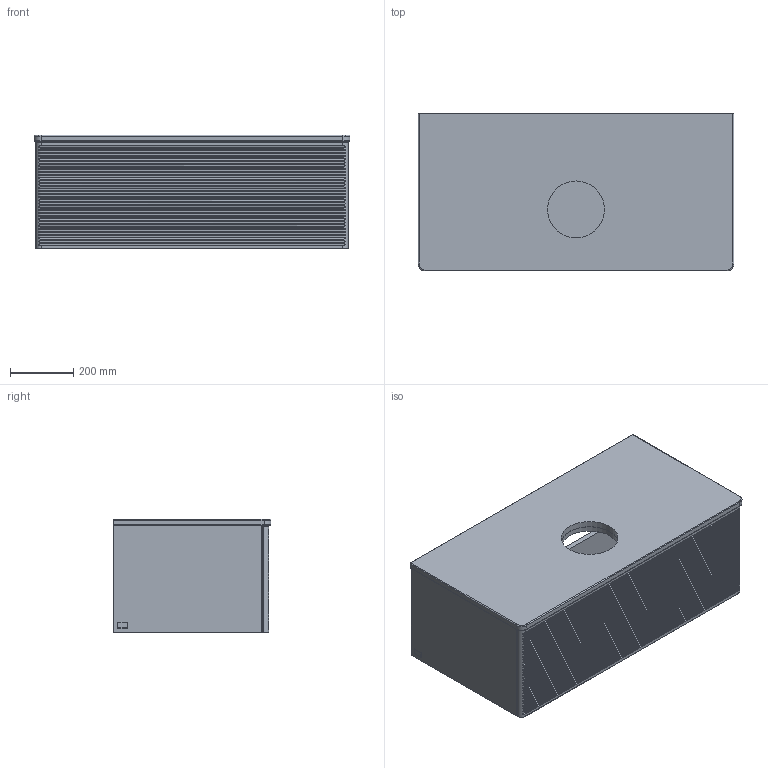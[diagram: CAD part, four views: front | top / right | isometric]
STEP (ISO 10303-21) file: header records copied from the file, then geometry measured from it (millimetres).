
FILE_DESCRIPTION((' '),'2;1');
FILE_NAME('K311_L311.stp','2023-04-05T07:38:20',(' '),(' '),' ','ACIS',' ');
FILE_SCHEMA(('CONFIG_CONTROL_DESIGN'));
Length unit declared in the file: millimetre
Products named in the file (11): K311_L311.stp; Körper1; Körper2; Körper3; Körper4; Körper5; Körper6; Körper7; Körper8; Körper9; Körper10
Assembly tree (10 placements, depth 2):
  K311_L311.stp
    Körper1
    Körper2
    Körper3
    Körper4
    Körper5
    Körper6
    Körper7
    Körper8
    Körper9
    Körper10
Bounding box: 1000 x 500 x 360 mm (x, y, z)
Volume: 41095445.8 mm3; surface area: 5254973.3 mm2
Topology: 10 solids, 10 shells, 255 faces, 665 edges, 426 vertices
Faces by surface type: plane 186, cylinder 53, cone 8, torus 4, sphere 4
Full cylindrical faces by diameter (mm): 35 x1, 180 x2
Entity records: 11464 total; most frequent: CARTESIAN_POINT 3664, DIRECTION 1328, ORIENTED_EDGE 1316, EDGE_CURVE 658, AXIS2_PLACEMENT_3D 458, VERTEX_POINT 426, VECTOR 412, LINE 412
